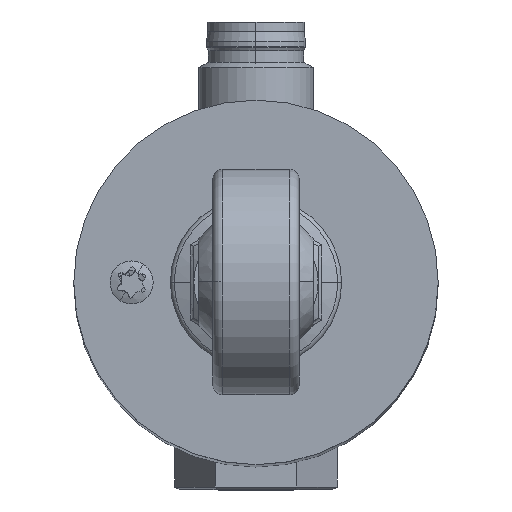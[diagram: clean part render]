
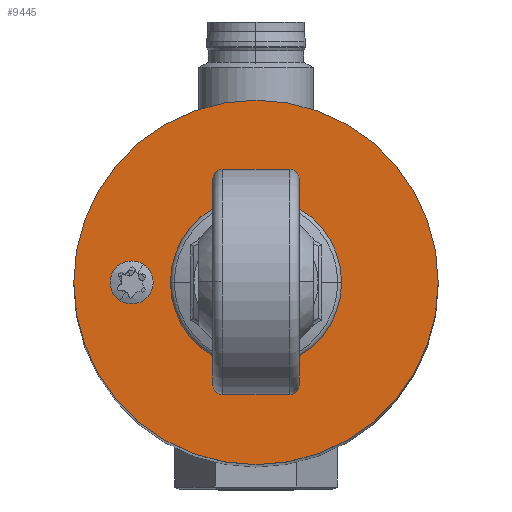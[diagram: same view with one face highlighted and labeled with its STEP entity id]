
A CAD part, top view. The second image highlights one B-rep face of the part: STEP entity #9445.
In plain terms, the highlighted planar face has unit normal (0, 0, 1).
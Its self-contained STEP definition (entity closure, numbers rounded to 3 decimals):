
#383 = EDGE_CURVE ( 'NONE', #42386, #5683, #38475, .T. ) ;
#1239 = VERTEX_POINT ( 'NONE', #31114 ) ;
#1818 = ORIENTED_EDGE ( 'NONE', *, *, #3231, .F. ) ;
#3231 = EDGE_CURVE ( 'NONE', #29100, #22278, #14433, .T. ) ;
#4867 = CIRCLE ( 'NONE', #38791, 2.25 ) ;
#4946 = DIRECTION ( 'NONE',  ( 0., 0., -1. ) ) ;
#5537 = AXIS2_PLACEMENT_3D ( 'NONE', #20169, #43998, #23598 ) ;
#5683 = VERTEX_POINT ( 'NONE', #19480 ) ;
#5772 = CARTESIAN_POINT ( 'NONE',  ( -4.3, 2.552, 208.08 ) ) ;
#5796 = CARTESIAN_POINT ( 'NONE',  ( -13., 0., 208.08 ) ) ;
#6064 = DIRECTION ( 'NONE',  ( 0., 0., -1. ) ) ;
#7945 = DIRECTION ( 'NONE',  ( 0., 0., -1. ) ) ;
#9246 = DIRECTION ( 'NONE',  ( -1., 0., 0. ) ) ;
#9445 = ADVANCED_FACE ( 'NONE', ( #38176, #29034, #40296 ), #19144, .F. ) ;
#12160 = CIRCLE ( 'NONE', #43263, 2.25 ) ;
#12426 = CARTESIAN_POINT ( 'NONE',  ( 0., 19.05, 208.08 ) ) ;
#12429 = ORIENTED_EDGE ( 'NONE', *, *, #41188, .T. ) ;
#12564 = LINE ( 'NONE', #5772, #38739 ) ;
#13434 = AXIS2_PLACEMENT_3D ( 'NONE', #14665, #41927, #21535 ) ;
#14433 = CIRCLE ( 'NONE', #13434, 19.05 ) ;
#14665 = CARTESIAN_POINT ( 'NONE',  ( 0., 0., 208.08 ) ) ;
#15508 = CARTESIAN_POINT ( 'NONE',  ( -10.75, 0., 208.08 ) ) ;
#15856 = DIRECTION ( 'NONE',  ( -1., 0., 0. ) ) ;
#16171 = CIRCLE ( 'NONE', #41737, 5. ) ;
#18831 = CARTESIAN_POINT ( 'NONE',  ( 19.05, 0., 208.08 ) ) ;
#19144 = PLANE ( 'NONE',  #43052 ) ;
#19480 = CARTESIAN_POINT ( 'NONE',  ( 4.3, -2.552, 208.08 ) ) ;
#19810 = EDGE_CURVE ( 'NONE', #29407, #32066, #12160, .T. ) ;
#19901 = CARTESIAN_POINT ( 'NONE',  ( -19.05, 0., 208.08 ) ) ;
#20169 = CARTESIAN_POINT ( 'NONE',  ( 0., 0., 208.08 ) ) ;
#21535 = DIRECTION ( 'NONE',  ( -1., 0., 0. ) ) ;
#21917 = EDGE_CURVE ( 'NONE', #32066, #29407, #4867, .T. ) ;
#21963 = ORIENTED_EDGE ( 'NONE', *, *, #19810, .T. ) ;
#22278 = VERTEX_POINT ( 'NONE', #18831 ) ;
#23598 = DIRECTION ( 'NONE',  ( -1., 0., 0. ) ) ;
#25511 = CARTESIAN_POINT ( 'NONE',  ( 0., 0., 208.08 ) ) ;
#26228 = CIRCLE ( 'NONE', #27049, 5. ) ;
#26265 = CARTESIAN_POINT ( 'NONE',  ( -15.25, 0., 208.08 ) ) ;
#26583 = CARTESIAN_POINT ( 'NONE',  ( -13., 0., 208.08 ) ) ;
#27049 = AXIS2_PLACEMENT_3D ( 'NONE', #25511, #4946, #28917 ) ;
#27448 = DIRECTION ( 'NONE',  ( 0., -1., 0. ) ) ;
#27460 = EDGE_CURVE ( 'NONE', #34658, #1239, #12564, .T. ) ;
#28426 = CARTESIAN_POINT ( 'NONE',  ( 0., 0., 208.08 ) ) ;
#28917 = DIRECTION ( 'NONE',  ( -1., 0., 0. ) ) ;
#29034 = FACE_BOUND ( 'NONE', #34721, .T. ) ;
#29100 = VERTEX_POINT ( 'NONE', #19901 ) ;
#29341 = VECTOR ( 'NONE', #27448, 1000. ) ;
#29407 = VERTEX_POINT ( 'NONE', #26265 ) ;
#29721 = DIRECTION ( 'NONE',  ( 0., 1., 0. ) ) ;
#29747 = DIRECTION ( 'NONE',  ( 0., 0., -1. ) ) ;
#30029 = DIRECTION ( 'NONE',  ( -1., 0., 0. ) ) ;
#30827 = CARTESIAN_POINT ( 'NONE',  ( -4.3, -2.552, 208.08 ) ) ;
#31051 = EDGE_LOOP ( 'NONE', ( #1818, #33942 ) ) ;
#31114 = CARTESIAN_POINT ( 'NONE',  ( -4.3, 2.552, 208.08 ) ) ;
#31683 = ORIENTED_EDGE ( 'NONE', *, *, #383, .T. ) ;
#31885 = DIRECTION ( 'NONE',  ( -1., 0., 0. ) ) ;
#32066 = VERTEX_POINT ( 'NONE', #15508 ) ;
#32516 = EDGE_CURVE ( 'NONE', #5683, #34658, #16171, .T. ) ;
#33717 = CARTESIAN_POINT ( 'NONE',  ( 4.3, 2.552, 208.08 ) ) ;
#33942 = ORIENTED_EDGE ( 'NONE', *, *, #39017, .F. ) ;
#34658 = VERTEX_POINT ( 'NONE', #30827 ) ;
#34721 = EDGE_LOOP ( 'NONE', ( #39949, #12429, #31683, #43690 ) ) ;
#35024 = CIRCLE ( 'NONE', #5537, 19.05 ) ;
#36299 = DIRECTION ( 'NONE',  ( 0., 0., -1. ) ) ;
#36390 = EDGE_LOOP ( 'NONE', ( #21963, #39907 ) ) ;
#37343 = CARTESIAN_POINT ( 'NONE',  ( 4.3, 2.552, 208.08 ) ) ;
#38176 = FACE_BOUND ( 'NONE', #36390, .T. ) ;
#38475 = LINE ( 'NONE', #37343, #29341 ) ;
#38739 = VECTOR ( 'NONE', #29721, 1000. ) ;
#38791 = AXIS2_PLACEMENT_3D ( 'NONE', #26583, #6064, #30029 ) ;
#39017 = EDGE_CURVE ( 'NONE', #22278, #29100, #35024, .T. ) ;
#39907 = ORIENTED_EDGE ( 'NONE', *, *, #21917, .T. ) ;
#39949 = ORIENTED_EDGE ( 'NONE', *, *, #27460, .T. ) ;
#40296 = FACE_OUTER_BOUND ( 'NONE', #31051, .T. ) ;
#41188 = EDGE_CURVE ( 'NONE', #1239, #42386, #26228, .T. ) ;
#41737 = AXIS2_PLACEMENT_3D ( 'NONE', #28426, #7945, #31885 ) ;
#41927 = DIRECTION ( 'NONE',  ( 0., 0., -1. ) ) ;
#42386 = VERTEX_POINT ( 'NONE', #33717 ) ;
#43052 = AXIS2_PLACEMENT_3D ( 'NONE', #12426, #36299, #15856 ) ;
#43263 = AXIS2_PLACEMENT_3D ( 'NONE', #5796, #29747, #9246 ) ;
#43690 = ORIENTED_EDGE ( 'NONE', *, *, #32516, .T. ) ;
#43998 = DIRECTION ( 'NONE',  ( 0., 0., -1. ) ) ;
